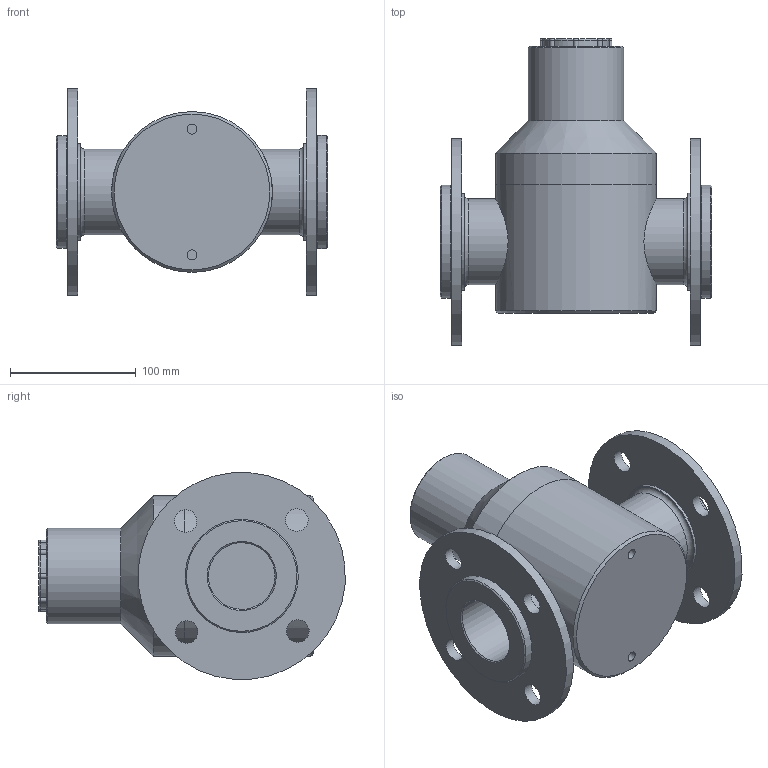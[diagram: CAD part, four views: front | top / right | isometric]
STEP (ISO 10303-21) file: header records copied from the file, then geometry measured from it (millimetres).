
FILE_DESCRIPTION (( 'STEP AP214' ), '1' );
FILE_NAME ('2-1104-7X-PN16.STEP', '2019-07-24T10:43:07', ( '' ), ( '' ), 'SwSTEP 2.0', 'SolidWorks 2019', '' );
FILE_SCHEMA (( 'AUTOMOTIVE_DESIGN' ));
Length unit declared in the file: millimetre
Products named in the file (13): 2 PN16 BR; 63mm Dust Cap; PVC Bonnet all size; 2 inch Flange stub (NEW) - ABS; PVC Bonnet all size_63mm PVC-304; 2-1104-7X-PN16; Body detail - ABS 60_63mm or 2; Body detail - ABS 60
Assembly tree (7 placements, depth 2):
  2 PN16 BR
  63mm Dust Cap
  PVC Bonnet all size
  2-1104-7X-PN16
    Body detail - ABS 60_63mm or 2
    PVC Bonnet all size_63mm PVC-304
    63mm Dust Cap
    2 inch Flange stub (NEW) - ABS  x2
    2 PN16 BR  x2
  2 PN16 BR
Bounding box: 216 x 243.65 x 164.49 mm (x, y, z)
Volume: 2397239.7 mm3; surface area: 309744.5 mm2
Topology: 7 solids, 7 shells, 109 faces, 224 edges, 140 vertices
Faces by surface type: cylinder 46, plane 27, torus 18, cone 14, bspline 4
Full cylindrical faces by diameter (mm): 7.938 x2, 18 x8, 41.5 x1, 43.8 x1, 53 x2, 68.4 x2, 68.5 x2, 76 x1, 77 x2, 78 x2, 90 x2, 128 x2, 165 x2
Entity records: 4805 total; most frequent: CARTESIAN_POINT 2751, DIRECTION 399, ORIENTED_EDGE 292, AXIS2_PLACEMENT_3D 190, EDGE_CURVE 146, EDGE_LOOP 137, FACE_OUTER_BOUND 107, VERTEX_POINT 107
